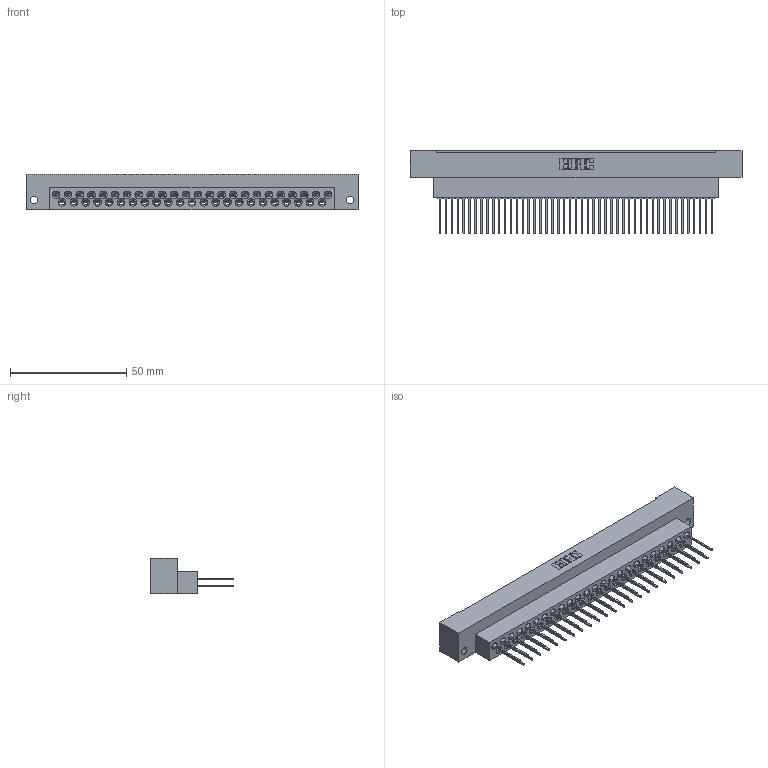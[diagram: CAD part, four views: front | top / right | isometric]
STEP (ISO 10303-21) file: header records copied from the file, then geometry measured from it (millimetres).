
FILE_DESCRIPTION (( 'STEP AP203' ), '1' );
FILE_NAME ('415-047-541-112.STEP', '2020-03-12T20:14:30', ( '' ), ( '' ), 'SwSTEP 2.0', 'SolidWorks 2016', '' );
FILE_SCHEMA (( 'CONFIG_CONTROL_DESIGN' ));
Length unit declared in the file: millimetre
Products named in the file (3): 415-210-001_415-210-047-112; 516-290-001_541; 415-047-541-112
Assembly tree (48 placements, depth 2):
  415-047-541-112
    415-210-001_415-210-047-112
    516-290-001_541  x47
Bounding box: 142.75 x 35.85 x 15.09 mm (x, y, z)
Volume: 26693.4 mm3; surface area: 31208.6 mm2
Topology: 48 solids, 48 shells, 4750 faces, 13840 edges, 9147 vertices
Faces by surface type: plane 3039, cylinder 1266, bspline 304, cone 141
Entity records: 51251 total; most frequent: CARTESIAN_POINT 11623, ORIENTED_EDGE 8544, DIRECTION 7199, EDGE_CURVE 4272, VECTOR 2983, LINE 2983, VERTEX_POINT 2799, AXIS2_PLACEMENT_3D 2108
